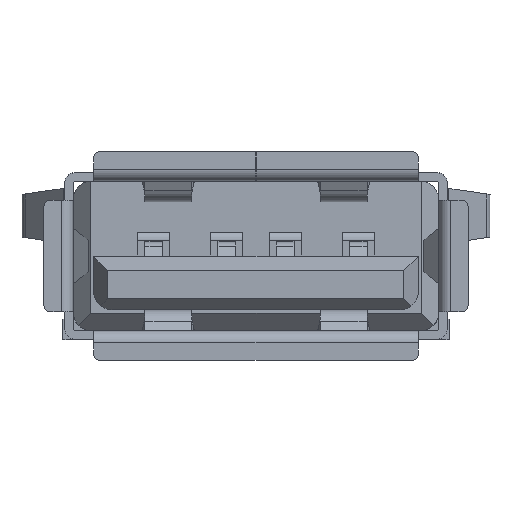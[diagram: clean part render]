
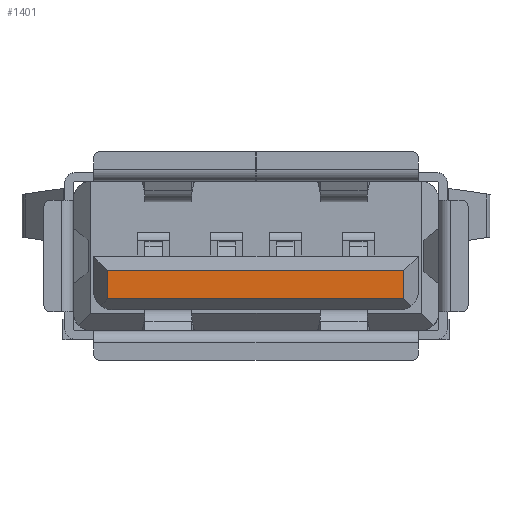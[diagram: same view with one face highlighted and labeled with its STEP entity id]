
A CAD part, front view. The second image highlights one B-rep face of the part: STEP entity #1401.
In plain terms, the highlighted planar face has unit normal (0, -1, 0).
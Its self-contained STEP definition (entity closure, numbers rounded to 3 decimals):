
#1401 = ADVANCED_FACE( '', ( #2864 ), #2865, .T. );
#2864 = FACE_OUTER_BOUND( '', #4476, .T. );
#2865 = PLANE( '', #4477 );
#4476 = EDGE_LOOP( '', ( #8535, #8536, #8537, #8538 ) );
#4477 = AXIS2_PLACEMENT_3D( '', #8539, #8540, #8541 );
#8535 = ORIENTED_EDGE( '', *, *, #10951, .F. );
#8536 = ORIENTED_EDGE( '', *, *, #10685, .F. );
#8537 = ORIENTED_EDGE( '', *, *, #10734, .T. );
#8538 = ORIENTED_EDGE( '', *, *, #10416, .T. );
#8539 = CARTESIAN_POINT( '', ( -5.55, -11.54, -1.84 ) );
#8540 = DIRECTION( '', ( 0., -1., 0. ) );
#8541 = DIRECTION( '', ( 0., 0., -1. ) );
#10416 = EDGE_CURVE( '', #12861, #12858, #12862, .T. );
#10685 = EDGE_CURVE( '', #13268, #13260, #13270, .T. );
#10734 = EDGE_CURVE( '', #13268, #12861, #13344, .T. );
#10951 = EDGE_CURVE( '', #13260, #12858, #13650, .T. );
#12858 = VERTEX_POINT( '', #16239 );
#12861 = VERTEX_POINT( '', #16243 );
#12862 = LINE( '', #16244, #16245 );
#13260 = VERTEX_POINT( '', #16817 );
#13268 = VERTEX_POINT( '', #16827 );
#13270 = LINE( '', #16830, #16831 );
#13344 = LINE( '', #16935, #16936 );
#13650 = LINE( '', #17395, #17396 );
#16239 = CARTESIAN_POINT( '', ( -5.073, -11.54, -0.5 ) );
#16243 = CARTESIAN_POINT( '', ( 5.05, -11.54, -0.5 ) );
#16244 = CARTESIAN_POINT( '', ( -5.55, -11.54, -0.5 ) );
#16245 = VECTOR( '', #19264, 1000. );
#16817 = CARTESIAN_POINT( '', ( -5.073, -11.54, -1.46 ) );
#16827 = CARTESIAN_POINT( '', ( 5.05, -11.54, -1.46 ) );
#16830 = CARTESIAN_POINT( '', ( 19.89, -11.54, -1.46 ) );
#16831 = VECTOR( '', #19578, 1000. );
#16935 = CARTESIAN_POINT( '', ( 5.05, -11.54, -19.89 ) );
#16936 = VECTOR( '', #19630, 1000. );
#17395 = CARTESIAN_POINT( '', ( -5.073, -11.54, -19.89 ) );
#17396 = VECTOR( '', #19853, 1000. );
#19264 = DIRECTION( '', ( -1., 0., 0. ) );
#19578 = DIRECTION( '', ( -1., 0., 0. ) );
#19630 = DIRECTION( '', ( 0., 0., 1. ) );
#19853 = DIRECTION( '', ( 0., 0., 1. ) );
